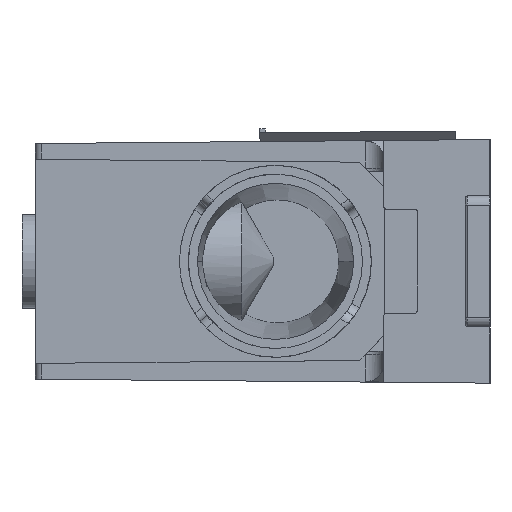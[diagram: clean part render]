
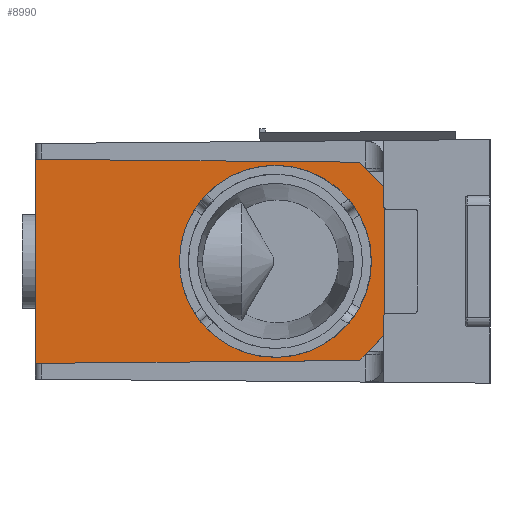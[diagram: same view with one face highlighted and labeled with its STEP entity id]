
A CAD part, left-side view. The second image highlights one B-rep face of the part: STEP entity #8990.
In plain terms, the highlighted planar face has unit normal (-1, 0.009, 0).
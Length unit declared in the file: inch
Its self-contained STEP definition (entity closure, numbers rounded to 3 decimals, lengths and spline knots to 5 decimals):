
#320 = CARTESIAN_POINT ( 'NONE',  ( -1.44228, 0.66429, -0.46423 ) ) ;
#352 = CARTESIAN_POINT ( 'NONE',  ( -1.44087, 0.82569, 0.62705 ) ) ;
#367 = CARTESIAN_POINT ( 'NONE',  ( -1.423, 2.874, -0.64493 ) ) ;
#860 = CARTESIAN_POINT ( 'NONE',  ( -1.42298, 2.87556, 0.64494 ) ) ;
#861 = DIRECTION ( 'NONE',  ( -0.009, -1., -0.009 ) ) ;
#925 = CARTESIAN_POINT ( 'NONE',  ( -1.43624, 1.35596, 0. ) ) ;
#926 = DIRECTION ( 'NONE',  ( -1., 0.009, 0. ) ) ;
#927 = DIRECTION ( 'NONE',  ( -0.009, -1., 0. ) ) ;
#961 = CARTESIAN_POINT ( 'NONE',  ( -1.43185, 1.85957, 1.66097 ) ) ;
#962 = DIRECTION ( 'NONE',  ( 0.006, 0.707, 0.707 ) ) ;
#963 = CARTESIAN_POINT ( 'NONE',  ( -1.423, 2.874, 0.77 ) ) ;
#964 = DIRECTION ( 'NONE',  ( 0., 0., 1. ) ) ;
#1049 = CARTESIAN_POINT ( 'NONE',  ( -1.43764, 1.19615, -1.00547 ) ) ;
#1050 = DIRECTION ( 'NONE',  ( -0.006, -0.701, 0.713 ) ) ;
#1188 = PLANE ( 'NONE',  #2599 ) ;
#1189 = CARTESIAN_POINT ( 'NONE',  ( -1.42298, 2.87556, 0.64494 ) ) ;
#1190 = DIRECTION ( 'NONE',  ( -1., 0.009, 0. ) ) ;
#1191 = DIRECTION ( 'NONE',  ( 0.009, 1., 0. ) ) ;
#1352 = CARTESIAN_POINT ( 'NONE',  ( -1.44228, 0.66429, 0.62564 ) ) ;
#1353 = DIRECTION ( 'NONE',  ( 0., 0., -1. ) ) ;
#1441 = CARTESIAN_POINT ( 'NONE',  ( -1.44228, 0.66429, -0.62564 ) ) ;
#1442 = DIRECTION ( 'NONE',  ( 0.009, 1., -0.009 ) ) ;
#2092 = CARTESIAN_POINT ( 'NONE',  ( -1.423, 2.874, 0.64493 ) ) ;
#2452 = VECTOR ( 'NONE', #1050, 39.37008 ) ;
#2501 = VECTOR ( 'NONE', #1442, 39.37008 ) ;
#2540 = VECTOR ( 'NONE', #1353, 39.37008 ) ;
#2599 = AXIS2_PLACEMENT_3D ( 'NONE', #1189, #1190, #1191 ) ;
#3905 = LINE ( 'NONE', #860, #8441 ) ;
#3946 = LINE ( 'NONE', #961, #8396 ) ;
#3947 = LINE ( 'NONE', #963, #8394 ) ;
#3979 = LINE ( 'NONE', #1049, #2452 ) ;
#4043 = FACE_OUTER_BOUND ( 'NONE', #4502, .T. ) ;
#4044 = FACE_BOUND ( 'NONE', #4150, .T. ) ;
#4112 = LINE ( 'NONE', #1352, #2540 ) ;
#4150 = EDGE_LOOP ( 'NONE', ( #7064, #4594 ) ) ;
#4287 = ORIENTED_EDGE ( 'NONE', *, *, #8910, .T. ) ;
#4500 = ORIENTED_EDGE ( 'NONE', *, *, #8876, .F. ) ;
#4502 = EDGE_LOOP ( 'NONE', ( #6840, #4287, #4500, #6772, #6980, #6530 ) ) ;
#4594 = ORIENTED_EDGE ( 'NONE', *, *, #7281, .F. ) ;
#4915 = CARTESIAN_POINT ( 'NONE',  ( -1.43095, 1.96266, 0. ) ) ;
#4967 = CARTESIAN_POINT ( 'NONE',  ( -1.44154, 0.74926, 0. ) ) ;
#5574 = CARTESIAN_POINT ( 'NONE',  ( -1.43624, 1.35596, 0. ) ) ;
#5575 = DIRECTION ( 'NONE',  ( -1., 0.009, 0. ) ) ;
#5576 = DIRECTION ( 'NONE',  ( -0.009, -1., 0. ) ) ;
#6024 = CARTESIAN_POINT ( 'NONE',  ( -1.44228, 0.66429, 0.46564 ) ) ;
#6530 = ORIENTED_EDGE ( 'NONE', *, *, #8945, .T. ) ;
#6536 = VERTEX_POINT ( 'NONE', #352 ) ;
#6702 = VERTEX_POINT ( 'NONE', #320 ) ;
#6738 = VERTEX_POINT ( 'NONE', #367 ) ;
#6772 = ORIENTED_EDGE ( 'NONE', *, *, #8911, .F. ) ;
#6833 = VERTEX_POINT ( 'NONE', #6024 ) ;
#6840 = ORIENTED_EDGE ( 'NONE', *, *, #9050, .F. ) ;
#6861 = VERTEX_POINT ( 'NONE', #2092 ) ;
#6934 = VERTEX_POINT ( 'NONE', #9095 ) ;
#6950 = VERTEX_POINT ( 'NONE', #4915 ) ;
#6980 = ORIENTED_EDGE ( 'NONE', *, *, #9077, .F. ) ;
#7024 = VERTEX_POINT ( 'NONE', #4967 ) ;
#7064 = ORIENTED_EDGE ( 'NONE', *, *, #8897, .F. ) ;
#7281 = EDGE_CURVE ( 'NONE', #7024, #6950, #9305, .T. ) ;
#7498 = LINE ( 'NONE', #1441, #2501 ) ;
#8394 = VECTOR ( 'NONE', #964, 39.37008 ) ;
#8396 = VECTOR ( 'NONE', #962, 39.37008 ) ;
#8416 = AXIS2_PLACEMENT_3D ( 'NONE', #925, #926, #927 ) ;
#8425 = CIRCLE ( 'NONE', #8416, 0.60672 ) ;
#8441 = VECTOR ( 'NONE', #861, 39.37008 ) ;
#8876 = EDGE_CURVE ( 'NONE', #6861, #6536, #3905, .T. ) ;
#8897 = EDGE_CURVE ( 'NONE', #6950, #7024, #8425, .T. ) ;
#8910 = EDGE_CURVE ( 'NONE', #6833, #6536, #3946, .T. ) ;
#8911 = EDGE_CURVE ( 'NONE', #6738, #6861, #3947, .T. ) ;
#8945 = EDGE_CURVE ( 'NONE', #6934, #6702, #3979, .T. ) ;
#8990 = ADVANCED_FACE ( 'NONE', ( #4043, #4044 ), #1188, .T. ) ;
#9050 = EDGE_CURVE ( 'NONE', #6833, #6702, #4112, .T. ) ;
#9077 = EDGE_CURVE ( 'NONE', #6934, #6738, #7498, .T. ) ;
#9095 = CARTESIAN_POINT ( 'NONE',  ( -1.44088, 0.82427, -0.62704 ) ) ;
#9305 = CIRCLE ( 'NONE', #9358, 0.60672 ) ;
#9358 = AXIS2_PLACEMENT_3D ( 'NONE', #5574, #5575, #5576 ) ;
